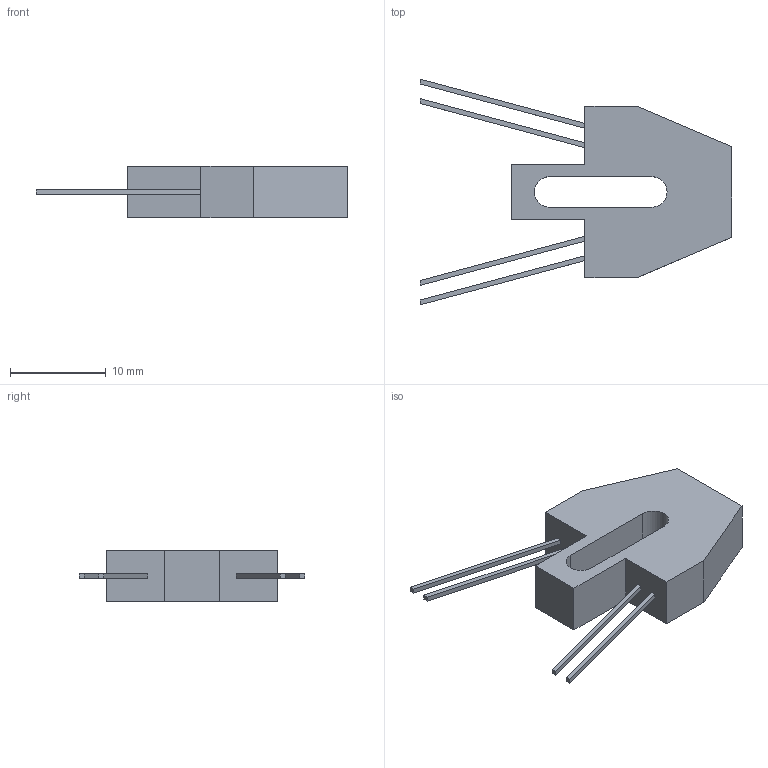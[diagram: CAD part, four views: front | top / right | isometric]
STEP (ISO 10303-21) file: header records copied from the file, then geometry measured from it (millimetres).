
FILE_DESCRIPTION((''),'2;1');
FILE_NAME('Reflective Object Sensor.stp','2006-11-05T14:28:41',('uidk0133'),(''),'Autodesk Inventor (R) 6.0','Autodesk Inventor (R) 6.0','');
FILE_SCHEMA(('AUTOMOTIVE_DESIGN { 1 0 10303 214 1 1 1 1 }'));
Length unit declared in the file: inch
Products named in the file (1): Reflective Object Sensor
Bounding box: 32.49 x 23.54 x 5.33 mm (x, y, z)
Volume: 1262 mm3; surface area: 1183.6 mm2
Topology: 1 solids, 1 shells, 46 faces, 114 edges, 76 vertices
Faces by surface type: plane 29, bspline 15, cylinder 2
Entity records: 1371 total; most frequent: CARTESIAN_POINT 282, ORIENTED_EDGE 228, DIRECTION 182, EDGE_CURVE 114, VECTOR 110, LINE 110, VERTEX_POINT 76, EDGE_LOOP 54
